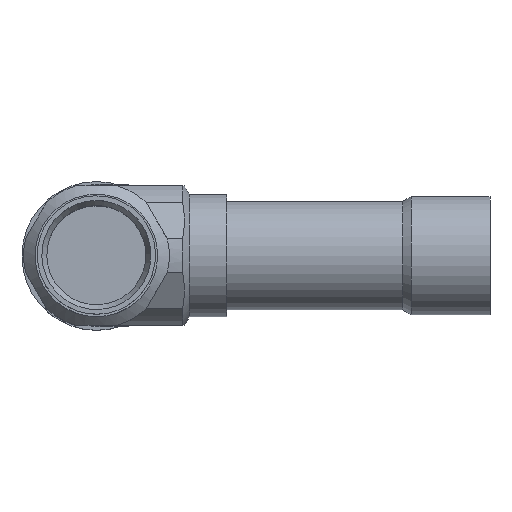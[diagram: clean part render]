
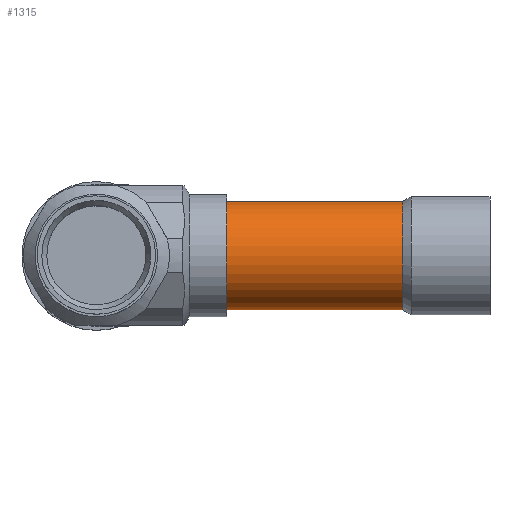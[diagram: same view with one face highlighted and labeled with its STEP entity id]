
A CAD part, top view. The second image highlights one B-rep face of the part: STEP entity #1315.
In plain terms, the highlighted cylindrical face has radius 17.5 mm (diameter 35 mm), a full revolution.
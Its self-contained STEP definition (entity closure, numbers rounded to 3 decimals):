
#89=FACE_OUTER_BOUND('',#164,.T.);
#164=EDGE_LOOP('',(#885,#886,#887,#888,#889,#890));
#246=LINE('',#1979,#363);
#363=VECTOR('',#1564,17.5);
#480=CIRCLE('',#1411,17.5);
#481=CIRCLE('',#1412,17.5);
#482=CIRCLE('',#1413,17.5);
#483=CIRCLE('',#1414,17.5);
#547=VERTEX_POINT('',#1975);
#548=VERTEX_POINT('',#1976);
#549=VERTEX_POINT('',#1978);
#550=VERTEX_POINT('',#1980);
#683=EDGE_CURVE('',#547,#548,#480,.T.);
#684=EDGE_CURVE('',#548,#549,#246,.T.);
#685=EDGE_CURVE('',#549,#550,#481,.T.);
#686=EDGE_CURVE('',#550,#549,#482,.T.);
#687=EDGE_CURVE('',#548,#547,#483,.T.);
#885=ORIENTED_EDGE('',*,*,#683,.T.);
#886=ORIENTED_EDGE('',*,*,#684,.T.);
#887=ORIENTED_EDGE('',*,*,#685,.T.);
#888=ORIENTED_EDGE('',*,*,#686,.T.);
#889=ORIENTED_EDGE('',*,*,#684,.F.);
#890=ORIENTED_EDGE('',*,*,#687,.T.);
#1289=CYLINDRICAL_SURFACE('',#1410,17.5);
#1315=ADVANCED_FACE('',(#89),#1289,.T.);
#1410=AXIS2_PLACEMENT_3D('',#1974,#1560,#1561);
#1411=AXIS2_PLACEMENT_3D('',#1977,#1562,#1563);
#1412=AXIS2_PLACEMENT_3D('',#1981,#1565,#1566);
#1413=AXIS2_PLACEMENT_3D('',#1982,#1567,#1568);
#1414=AXIS2_PLACEMENT_3D('',#1983,#1569,#1570);
#1560=DIRECTION('center_axis',(-1.,0.,0.));
#1561=DIRECTION('ref_axis',(0.,0.,-1.));
#1562=DIRECTION('center_axis',(1.,0.,0.));
#1563=DIRECTION('ref_axis',(0.,0.,-1.));
#1564=DIRECTION('',(1.,0.,0.));
#1565=DIRECTION('center_axis',(-1.,0.,0.));
#1566=DIRECTION('ref_axis',(0.,0.,-1.));
#1567=DIRECTION('center_axis',(-1.,0.,0.));
#1568=DIRECTION('ref_axis',(0.,0.,-1.));
#1569=DIRECTION('center_axis',(1.,0.,0.));
#1570=DIRECTION('ref_axis',(0.,0.,-1.));
#1974=CARTESIAN_POINT('Origin',(11.61,-5.835,123.));
#1975=CARTESIAN_POINT('',(21.61,-5.835,105.5));
#1976=CARTESIAN_POINT('',(21.61,-5.835,140.5));
#1977=CARTESIAN_POINT('Origin',(21.61,-5.835,123.));
#1978=CARTESIAN_POINT('',(78.436,-5.835,140.5));
#1979=CARTESIAN_POINT('',(11.61,-5.835,140.5));
#1980=CARTESIAN_POINT('',(78.436,-5.835,105.5));
#1981=CARTESIAN_POINT('Origin',(78.436,-5.835,123.));
#1982=CARTESIAN_POINT('Origin',(78.436,-5.835,123.));
#1983=CARTESIAN_POINT('Origin',(21.61,-5.835,123.));
